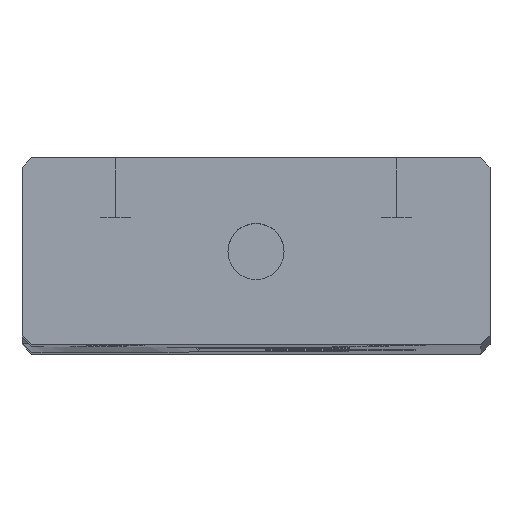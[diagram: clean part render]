
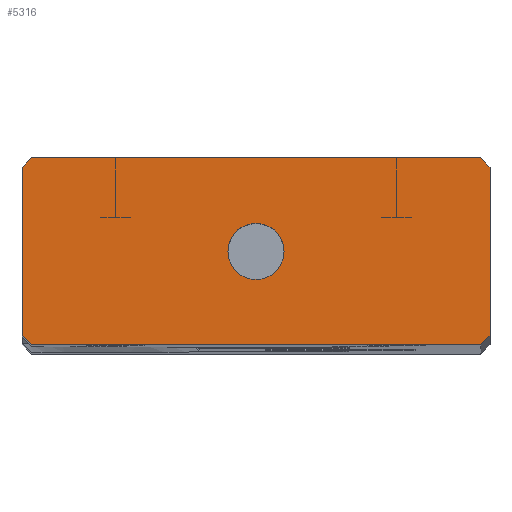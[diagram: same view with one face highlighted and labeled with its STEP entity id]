
A CAD part, top view. The second image highlights one B-rep face of the part: STEP entity #5316.
In plain terms, the highlighted planar face has unit normal (0, 0, 1).
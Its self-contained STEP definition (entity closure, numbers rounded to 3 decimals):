
#84 = LINE ( 'NONE', #3871, #2178 ) ;
#107 = ORIENTED_EDGE ( 'NONE', *, *, #3911, .F. ) ;
#114 = VERTEX_POINT ( 'NONE', #3128 ) ;
#151 = CARTESIAN_POINT ( 'NONE',  ( 14.28, 0., 115.66 ) ) ;
#176 = FACE_BOUND ( 'NONE', #1686, .T. ) ;
#184 = LINE ( 'NONE', #3185, #1086 ) ;
#199 = VERTEX_POINT ( 'NONE', #5469 ) ;
#235 = CARTESIAN_POINT ( 'NONE',  ( -9.72, 0., 115.66 ) ) ;
#399 = VECTOR ( 'NONE', #1748, 1000. ) ;
#525 = PLANE ( 'NONE',  #2914 ) ;
#550 = EDGE_LOOP ( 'NONE', ( #1954, #5255, #107, #4165, #5341, #3205, #3117, #3858 ) ) ;
#619 = VERTEX_POINT ( 'NONE', #151 ) ;
#718 = VERTEX_POINT ( 'NONE', #1097 ) ;
#737 = VECTOR ( 'NONE', #4751, 1000. ) ;
#772 = VERTEX_POINT ( 'NONE', #3671 ) ;
#913 = VERTEX_POINT ( 'NONE', #4153 ) ;
#1086 = VECTOR ( 'NONE', #4909, 1000. ) ;
#1097 = CARTESIAN_POINT ( 'NONE',  ( 14.28, 10., 115.66 ) ) ;
#1224 = LINE ( 'NONE', #5110, #1436 ) ;
#1249 = CIRCLE ( 'NONE', #2589, 1.5 ) ;
#1405 = CARTESIAN_POINT ( 'NONE',  ( 2.28, 5., 115.66 ) ) ;
#1436 = VECTOR ( 'NONE', #2516, 1000. ) ;
#1441 = DIRECTION ( 'NONE',  ( 0.707, -0.707, 0. ) ) ;
#1457 = VECTOR ( 'NONE', #1441, 1000. ) ;
#1557 = DIRECTION ( 'NONE',  ( 0.707, 0.707, 0. ) ) ;
#1614 = EDGE_CURVE ( 'NONE', #2959, #619, #4006, .T. ) ;
#1686 = EDGE_LOOP ( 'NONE', ( #5565, #4800 ) ) ;
#1748 = DIRECTION ( 'NONE',  ( 0., -1., 0. ) ) ;
#1762 = VERTEX_POINT ( 'NONE', #4056 ) ;
#1883 = FACE_OUTER_BOUND ( 'NONE', #550, .T. ) ;
#1906 = EDGE_CURVE ( 'NONE', #1762, #718, #1224, .T. ) ;
#1954 = ORIENTED_EDGE ( 'NONE', *, *, #1614, .T. ) ;
#1976 = CARTESIAN_POINT ( 'NONE',  ( -10.22, 0.5, 115.66 ) ) ;
#2127 = EDGE_CURVE ( 'NONE', #5560, #4043, #5241, .T. ) ;
#2159 = DIRECTION ( 'NONE',  ( -1., 0., 0. ) ) ;
#2178 = VECTOR ( 'NONE', #2583, 1000. ) ;
#2312 = LINE ( 'NONE', #235, #1457 ) ;
#2358 = CIRCLE ( 'NONE', #5326, 1.5 ) ;
#2468 = DIRECTION ( 'NONE',  ( 0., 0., -1. ) ) ;
#2516 = DIRECTION ( 'NONE',  ( -0.707, 0.707, 0. ) ) ;
#2583 = DIRECTION ( 'NONE',  ( -0.707, -0.707, 0. ) ) ;
#2589 = AXIS2_PLACEMENT_3D ( 'NONE', #3782, #2468, #4181 ) ;
#2743 = EDGE_CURVE ( 'NONE', #199, #5560, #84, .T. ) ;
#2749 = EDGE_CURVE ( 'NONE', #913, #772, #2358, .T. ) ;
#2914 = AXIS2_PLACEMENT_3D ( 'NONE', #3588, #3913, #5320 ) ;
#2959 = VERTEX_POINT ( 'NONE', #4487 ) ;
#3051 = DIRECTION ( 'NONE',  ( 0., 0., -1. ) ) ;
#3117 = ORIENTED_EDGE ( 'NONE', *, *, #2127, .T. ) ;
#3128 = CARTESIAN_POINT ( 'NONE',  ( 14.78, 0.5, 115.66 ) ) ;
#3185 = CARTESIAN_POINT ( 'NONE',  ( 14.78, 10., 115.66 ) ) ;
#3186 = VECTOR ( 'NONE', #4402, 1000. ) ;
#3205 = ORIENTED_EDGE ( 'NONE', *, *, #2743, .T. ) ;
#3576 = CARTESIAN_POINT ( 'NONE',  ( 0., 0., 115.66 ) ) ;
#3588 = CARTESIAN_POINT ( 'NONE',  ( 0., 10., 115.66 ) ) ;
#3593 = EDGE_CURVE ( 'NONE', #772, #913, #1249, .T. ) ;
#3671 = CARTESIAN_POINT ( 'NONE',  ( 3.78, 5., 115.66 ) ) ;
#3782 = CARTESIAN_POINT ( 'NONE',  ( 2.28, 5., 115.66 ) ) ;
#3785 = CARTESIAN_POINT ( 'NONE',  ( -10.22, 9.5, 115.66 ) ) ;
#3858 = ORIENTED_EDGE ( 'NONE', *, *, #4605, .T. ) ;
#3871 = CARTESIAN_POINT ( 'NONE',  ( -10.22, 9.5, 115.66 ) ) ;
#3911 = EDGE_CURVE ( 'NONE', #1762, #114, #184, .T. ) ;
#3913 = DIRECTION ( 'NONE',  ( 0., 0., -1. ) ) ;
#3946 = EDGE_CURVE ( 'NONE', #199, #718, #4434, .T. ) ;
#3969 = CARTESIAN_POINT ( 'NONE',  ( -10.22, 10., 115.66 ) ) ;
#4006 = LINE ( 'NONE', #3576, #3186 ) ;
#4043 = VERTEX_POINT ( 'NONE', #1976 ) ;
#4056 = CARTESIAN_POINT ( 'NONE',  ( 14.78, 9.5, 115.66 ) ) ;
#4153 = CARTESIAN_POINT ( 'NONE',  ( 0.78, 5., 115.66 ) ) ;
#4165 = ORIENTED_EDGE ( 'NONE', *, *, #1906, .T. ) ;
#4181 = DIRECTION ( 'NONE',  ( -1., 0., 0. ) ) ;
#4319 = CARTESIAN_POINT ( 'NONE',  ( 0., 10., 115.66 ) ) ;
#4320 = VECTOR ( 'NONE', #1557, 1000. ) ;
#4402 = DIRECTION ( 'NONE',  ( 1., 0., 0. ) ) ;
#4434 = LINE ( 'NONE', #4319, #737 ) ;
#4487 = CARTESIAN_POINT ( 'NONE',  ( -9.72, 0., 115.66 ) ) ;
#4605 = EDGE_CURVE ( 'NONE', #4043, #2959, #2312, .T. ) ;
#4623 = LINE ( 'NONE', #5413, #4320 ) ;
#4751 = DIRECTION ( 'NONE',  ( 1., 0., 0. ) ) ;
#4800 = ORIENTED_EDGE ( 'NONE', *, *, #2749, .T. ) ;
#4884 = EDGE_CURVE ( 'NONE', #619, #114, #4623, .T. ) ;
#4909 = DIRECTION ( 'NONE',  ( 0., -1., 0. ) ) ;
#5110 = CARTESIAN_POINT ( 'NONE',  ( 14.28, 10., 115.66 ) ) ;
#5241 = LINE ( 'NONE', #3969, #399 ) ;
#5255 = ORIENTED_EDGE ( 'NONE', *, *, #4884, .T. ) ;
#5316 = ADVANCED_FACE ( 'NONE', ( #176, #1883 ), #525, .F. ) ;
#5320 = DIRECTION ( 'NONE',  ( -1., 0., 0. ) ) ;
#5326 = AXIS2_PLACEMENT_3D ( 'NONE', #1405, #3051, #2159 ) ;
#5341 = ORIENTED_EDGE ( 'NONE', *, *, #3946, .F. ) ;
#5413 = CARTESIAN_POINT ( 'NONE',  ( 14.78, 0.5, 115.66 ) ) ;
#5469 = CARTESIAN_POINT ( 'NONE',  ( -9.72, 10., 115.66 ) ) ;
#5560 = VERTEX_POINT ( 'NONE', #3785 ) ;
#5565 = ORIENTED_EDGE ( 'NONE', *, *, #3593, .T. ) ;
